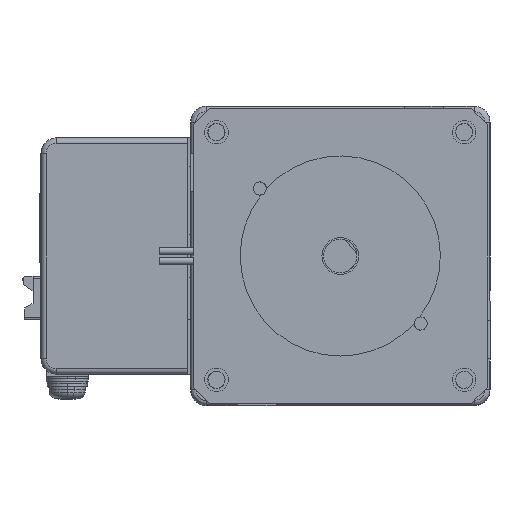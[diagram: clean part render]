
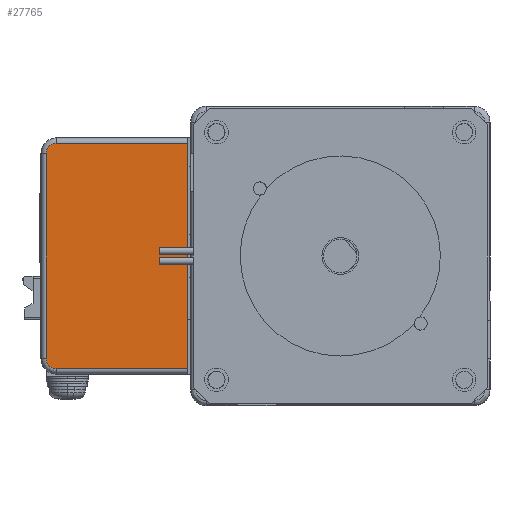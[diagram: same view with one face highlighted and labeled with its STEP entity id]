
A CAD part, left-side view. The second image highlights one B-rep face of the part: STEP entity #27765.
In plain terms, the highlighted planar face has unit normal (-1, 0, 0).
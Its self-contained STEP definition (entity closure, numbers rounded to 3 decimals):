
#1363 = DIRECTION ( 'NONE',  ( 0., 0., -1. ) ) ;
#3506 = DIRECTION ( 'NONE',  ( 0., -1., 0. ) ) ;
#6369 = VECTOR ( 'NONE', #69607, 1000. ) ;
#7183 = ORIENTED_EDGE ( 'NONE', *, *, #100729, .F. ) ;
#9499 = CARTESIAN_POINT ( 'NONE',  ( -47., 57.5, 0. ) ) ;
#11341 = ORIENTED_EDGE ( 'NONE', *, *, #116134, .T. ) ;
#12352 = EDGE_CURVE ( 'NONE', #38400, #55684, #100123, .T. ) ;
#13288 = DIRECTION ( 'NONE',  ( 1., 0., 0. ) ) ;
#23999 = VERTEX_POINT ( 'NONE', #107696 ) ;
#26642 = ORIENTED_EDGE ( 'NONE', *, *, #12352, .T. ) ;
#27765 = ADVANCED_FACE ( 'NONE', ( #66160 ), #86826, .F. ) ;
#33938 = VECTOR ( 'NONE', #61508, 1000. ) ;
#34851 = DIRECTION ( 'NONE',  ( 0., 1., 0. ) ) ;
#35882 = CARTESIAN_POINT ( 'NONE',  ( -47., 82.5, -7. ) ) ;
#37840 = DIRECTION ( 'NONE',  ( -1., 0., 0. ) ) ;
#38400 = VERTEX_POINT ( 'NONE', #90430 ) ;
#39662 = AXIS2_PLACEMENT_3D ( 'NONE', #119628, #130782, #1363 ) ;
#41585 = ORIENTED_EDGE ( 'NONE', *, *, #85908, .T. ) ;
#44661 = CARTESIAN_POINT ( 'NONE',  ( -47., 0., 0. ) ) ;
#44688 = CARTESIAN_POINT ( 'NONE',  ( -47., 84.5, -9. ) ) ;
#47042 = CARTESIAN_POINT ( 'NONE',  ( -47., 0., -50. ) ) ;
#50051 = VERTEX_POINT ( 'NONE', #64725 ) ;
#55684 = VERTEX_POINT ( 'NONE', #35882 ) ;
#58396 = CARTESIAN_POINT ( 'NONE',  ( -47., 57.5, -50. ) ) ;
#61508 = DIRECTION ( 'NONE',  ( 0., 0., -1. ) ) ;
#64725 = CARTESIAN_POINT ( 'NONE',  ( -47., 84.5, -48. ) ) ;
#65750 = DIRECTION ( 'NONE',  ( 0., 0., -1. ) ) ;
#66160 = FACE_OUTER_BOUND ( 'NONE', #93667, .T. ) ;
#69607 = DIRECTION ( 'NONE',  ( 0., 0., -1. ) ) ;
#70222 = DIRECTION ( 'NONE',  ( 0., 0., -1. ) ) ;
#74828 = ORIENTED_EDGE ( 'NONE', *, *, #104857, .T. ) ;
#81433 = CARTESIAN_POINT ( 'NONE',  ( -47., 82.5, -48. ) ) ;
#82159 = VERTEX_POINT ( 'NONE', #44688 ) ;
#85908 = EDGE_CURVE ( 'NONE', #82159, #50051, #120156, .T. ) ;
#86826 = PLANE ( 'NONE',  #111590 ) ;
#90341 = CIRCLE ( 'NONE', #91058, 2. ) ;
#90430 = CARTESIAN_POINT ( 'NONE',  ( -47., 57.5, -7. ) ) ;
#91058 = AXIS2_PLACEMENT_3D ( 'NONE', #81433, #37840, #70222 ) ;
#92796 = LINE ( 'NONE', #47042, #124541 ) ;
#93079 = EDGE_CURVE ( 'NONE', #23999, #119794, #92796, .T. ) ;
#93667 = EDGE_LOOP ( 'NONE', ( #11341, #121656, #7183, #26642, #74828, #41585 ) ) ;
#95238 = CARTESIAN_POINT ( 'NONE',  ( -47., 82.5, -7. ) ) ;
#100123 = LINE ( 'NONE', #95238, #105090 ) ;
#100729 = EDGE_CURVE ( 'NONE', #38400, #119794, #119273, .T. ) ;
#104857 = EDGE_CURVE ( 'NONE', #55684, #82159, #113471, .T. ) ;
#105090 = VECTOR ( 'NONE', #34851, 1000. ) ;
#107696 = CARTESIAN_POINT ( 'NONE',  ( -47., 82.5, -50. ) ) ;
#111590 = AXIS2_PLACEMENT_3D ( 'NONE', #44661, #13288, #65750 ) ;
#113471 = CIRCLE ( 'NONE', #39662, 2. ) ;
#116134 = EDGE_CURVE ( 'NONE', #50051, #23999, #90341, .T. ) ;
#119273 = LINE ( 'NONE', #9499, #33938 ) ;
#119628 = CARTESIAN_POINT ( 'NONE',  ( -47., 82.5, -9. ) ) ;
#119794 = VERTEX_POINT ( 'NONE', #58396 ) ;
#120156 = LINE ( 'NONE', #121385, #6369 ) ;
#121385 = CARTESIAN_POINT ( 'NONE',  ( -47., 84.5, 0. ) ) ;
#121656 = ORIENTED_EDGE ( 'NONE', *, *, #93079, .T. ) ;
#124541 = VECTOR ( 'NONE', #3506, 1000. ) ;
#130782 = DIRECTION ( 'NONE',  ( -1., 0., 0. ) ) ;
